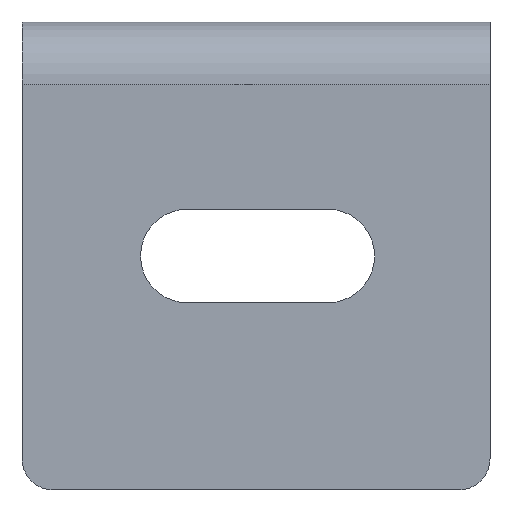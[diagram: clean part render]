
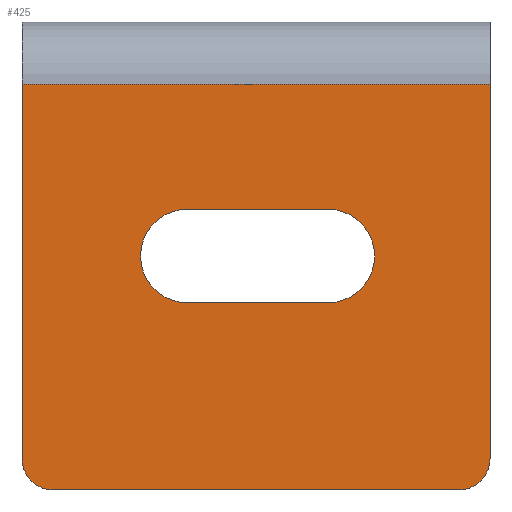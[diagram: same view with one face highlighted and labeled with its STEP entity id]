
A CAD part, left-side view. The second image highlights one B-rep face of the part: STEP entity #425.
In plain terms, the highlighted planar face has unit normal (-1, 0, 0).
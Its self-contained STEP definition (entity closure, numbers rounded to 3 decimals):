
#18=FACE_BOUND('',#73,.T.);
#26=PLANE('',#468);
#47=FACE_OUTER_BOUND('',#72,.T.);
#72=EDGE_LOOP('',(#361,#362,#363,#364,#365,#366));
#73=EDGE_LOOP('',(#367,#368,#369,#370));
#81=LINE('',#616,#121);
#94=LINE('',#652,#134);
#96=LINE('',#661,#136);
#114=LINE('',#712,#154);
#115=LINE('',#715,#155);
#116=LINE('',#716,#156);
#121=VECTOR('',#489,30.);
#134=VECTOR('',#522,9.);
#136=VECTOR('',#532,9.);
#154=VECTOR('',#584,24.);
#155=VECTOR('',#587,26.);
#156=VECTOR('',#588,24.);
#167=CIRCLE('',#449,3.);
#170=CIRCLE('',#454,3.);
#177=CIRCLE('',#467,2.);
#178=CIRCLE('',#469,2.);
#184=VERTEX_POINT('',#613);
#185=VERTEX_POINT('',#615);
#195=VERTEX_POINT('',#645);
#198=VERTEX_POINT('',#650);
#199=VERTEX_POINT('',#654);
#201=VERTEX_POINT('',#660);
#215=VERTEX_POINT('',#705);
#216=VERTEX_POINT('',#707);
#217=VERTEX_POINT('',#711);
#218=VERTEX_POINT('',#713);
#224=EDGE_CURVE('',#184,#185,#81,.T.);
#242=EDGE_CURVE('',#198,#195,#94,.T.);
#243=EDGE_CURVE('',#195,#199,#167,.T.);
#246=EDGE_CURVE('',#199,#201,#96,.T.);
#250=EDGE_CURVE('',#201,#198,#170,.T.);
#272=EDGE_CURVE('',#215,#216,#177,.T.);
#273=EDGE_CURVE('',#184,#217,#114,.T.);
#274=EDGE_CURVE('',#218,#217,#178,.T.);
#275=EDGE_CURVE('',#218,#215,#115,.T.);
#276=EDGE_CURVE('',#185,#216,#116,.T.);
#361=ORIENTED_EDGE('',*,*,#224,.F.);
#362=ORIENTED_EDGE('',*,*,#273,.T.);
#363=ORIENTED_EDGE('',*,*,#274,.F.);
#364=ORIENTED_EDGE('',*,*,#275,.T.);
#365=ORIENTED_EDGE('',*,*,#272,.T.);
#366=ORIENTED_EDGE('',*,*,#276,.F.);
#367=ORIENTED_EDGE('',*,*,#243,.F.);
#368=ORIENTED_EDGE('',*,*,#242,.F.);
#369=ORIENTED_EDGE('',*,*,#250,.F.);
#370=ORIENTED_EDGE('',*,*,#246,.F.);
#425=ADVANCED_FACE('',(#47,#18),#26,.T.);
#449=AXIS2_PLACEMENT_3D('',#655,#525,#526);
#454=AXIS2_PLACEMENT_3D('',#667,#539,#540);
#467=AXIS2_PLACEMENT_3D('',#709,#580,#581);
#468=AXIS2_PLACEMENT_3D('',#710,#582,#583);
#469=AXIS2_PLACEMENT_3D('',#714,#585,#586);
#489=DIRECTION('',(0.,-1.,0.));
#522=DIRECTION('',(0.,1.,0.));
#525=DIRECTION('center_axis',(-1.,0.,0.));
#526=DIRECTION('ref_axis',(0.,0.,1.));
#532=DIRECTION('',(0.,-1.,0.));
#539=DIRECTION('center_axis',(-1.,0.,0.));
#540=DIRECTION('ref_axis',(0.,-1.,0.));
#580=DIRECTION('center_axis',(-1.,0.,0.));
#581=DIRECTION('ref_axis',(0.,0.,-1.));
#582=DIRECTION('center_axis',(-1.,0.,0.));
#583=DIRECTION('ref_axis',(0.,0.,1.));
#584=DIRECTION('',(0.,0.,-1.));
#585=DIRECTION('center_axis',(1.,0.,0.));
#586=DIRECTION('ref_axis',(0.,0.,-1.));
#587=DIRECTION('',(0.,-1.,0.));
#588=DIRECTION('',(0.,0.,-1.));
#613=CARTESIAN_POINT('',(-12.,15.,-1.));
#615=CARTESIAN_POINT('',(-12.,-15.,-1.));
#616=CARTESIAN_POINT('',(-12.,15.,-1.));
#645=CARTESIAN_POINT('',(-12.,4.398,-9.));
#650=CARTESIAN_POINT('',(-12.,-4.602,-9.));
#652=CARTESIAN_POINT('',(-12.,-4.602,-9.));
#654=CARTESIAN_POINT('',(-12.,4.398,-15.));
#655=CARTESIAN_POINT('Origin',(-12.,4.398,-12.));
#660=CARTESIAN_POINT('',(-12.,-4.602,-15.));
#661=CARTESIAN_POINT('',(-12.,4.398,-15.));
#667=CARTESIAN_POINT('Origin',(-12.,-4.602,-12.));
#705=CARTESIAN_POINT('',(-12.,-13.,-27.));
#707=CARTESIAN_POINT('',(-12.,-15.,-25.));
#709=CARTESIAN_POINT('Origin',(-12.,-13.,-25.));
#710=CARTESIAN_POINT('Origin',(-12.,15.,-1.));
#711=CARTESIAN_POINT('',(-12.,15.,-25.));
#712=CARTESIAN_POINT('',(-12.,15.,-1.));
#713=CARTESIAN_POINT('',(-12.,13.,-27.));
#714=CARTESIAN_POINT('Origin',(-12.,13.,-25.));
#715=CARTESIAN_POINT('',(-12.,13.,-27.));
#716=CARTESIAN_POINT('',(-12.,-15.,-1.));
